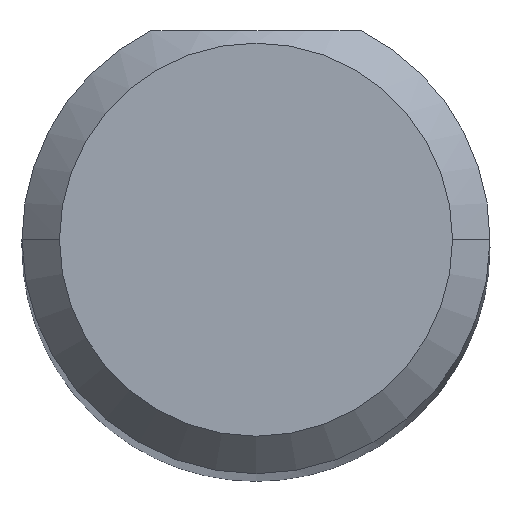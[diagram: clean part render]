
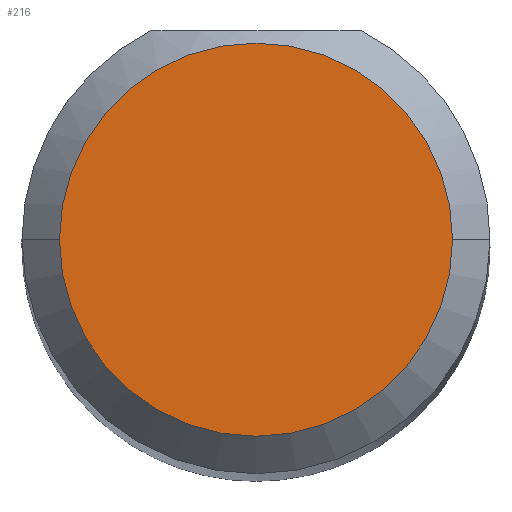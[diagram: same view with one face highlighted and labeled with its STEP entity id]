
A CAD part, top view. The second image highlights one B-rep face of the part: STEP entity #216.
In plain terms, the highlighted planar face has unit normal (0, 0, 1).
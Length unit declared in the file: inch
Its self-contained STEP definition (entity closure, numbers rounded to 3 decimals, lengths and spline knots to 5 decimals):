
#23 = CIRCLE ( 'NONE', #200, 0.07875 ) ;
#68 = EDGE_LOOP ( 'NONE', ( #389, #240 ) ) ;
#79 = CARTESIAN_POINT ( 'NONE',  ( 0., 0., 2. ) ) ;
#86 = DIRECTION ( 'NONE',  ( 1., 0., 0. ) ) ;
#114 = DIRECTION ( 'NONE',  ( 1., 0., 0. ) ) ;
#200 = AXIS2_PLACEMENT_3D ( 'NONE', #79, #597, #86 ) ;
#212 = VERTEX_POINT ( 'NONE', #545 ) ;
#216 = ADVANCED_FACE ( 'NONE', ( #632 ), #384, .T. ) ;
#240 = ORIENTED_EDGE ( 'NONE', *, *, #457, .T. ) ;
#301 = CIRCLE ( 'NONE', #311, 0.07875 ) ;
#311 = AXIS2_PLACEMENT_3D ( 'NONE', #522, #615, #563 ) ;
#343 = EDGE_CURVE ( 'NONE', #212, #592, #23, .T. ) ;
#364 = AXIS2_PLACEMENT_3D ( 'NONE', #489, #434, #114 ) ;
#384 = PLANE ( 'NONE',  #364 ) ;
#389 = ORIENTED_EDGE ( 'NONE', *, *, #343, .T. ) ;
#426 = CARTESIAN_POINT ( 'NONE',  ( 0.07875, 0., 2. ) ) ;
#434 = DIRECTION ( 'NONE',  ( 0., 0., 1. ) ) ;
#457 = EDGE_CURVE ( 'NONE', #592, #212, #301, .T. ) ;
#489 = CARTESIAN_POINT ( 'NONE',  ( 0., 0., 2. ) ) ;
#522 = CARTESIAN_POINT ( 'NONE',  ( 0., 0., 2. ) ) ;
#545 = CARTESIAN_POINT ( 'NONE',  ( -0.07875, 0., 2. ) ) ;
#563 = DIRECTION ( 'NONE',  ( 1., 0., 0. ) ) ;
#592 = VERTEX_POINT ( 'NONE', #426 ) ;
#597 = DIRECTION ( 'NONE',  ( 0., 0., 1. ) ) ;
#615 = DIRECTION ( 'NONE',  ( 0., 0., 1. ) ) ;
#632 = FACE_OUTER_BOUND ( 'NONE', #68, .T. ) ;
